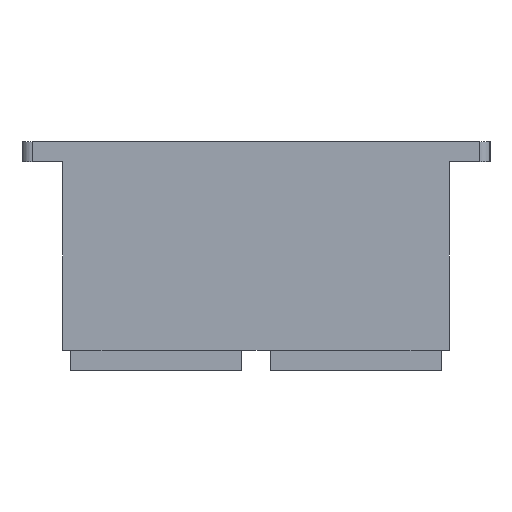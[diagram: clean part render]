
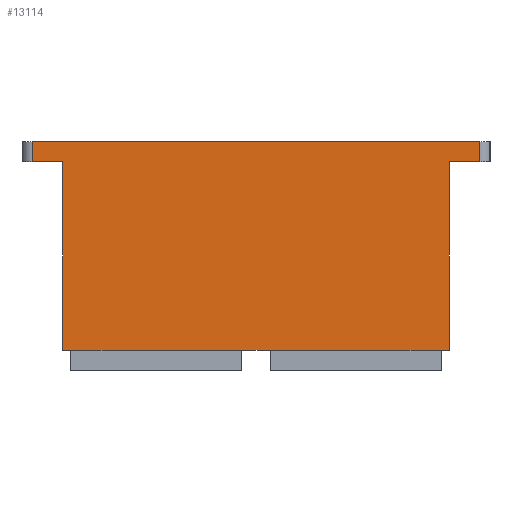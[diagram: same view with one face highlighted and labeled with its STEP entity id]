
A CAD part, left-side view. The second image highlights one B-rep face of the part: STEP entity #13114.
In plain terms, the highlighted planar face has unit normal (-1, 0, 0).
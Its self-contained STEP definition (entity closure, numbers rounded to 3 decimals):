
#640=LINE('',#18520,#1582);
#642=LINE('',#18524,#1584);
#647=LINE('',#18535,#1589);
#679=LINE('',#18639,#1621);
#684=LINE('',#18659,#1626);
#687=LINE('',#18669,#1629);
#688=LINE('',#18672,#1630);
#689=LINE('',#18673,#1631);
#690=LINE('',#18675,#1632);
#691=LINE('',#18677,#1633);
#692=LINE('',#18679,#1634);
#693=LINE('',#18680,#1635);
#1582=VECTOR('',#15075,1000.);
#1584=VECTOR('',#15079,1000.);
#1589=VECTOR('',#15086,1000.);
#1621=VECTOR('',#15188,1000.);
#1626=VECTOR('',#15209,1000.);
#1629=VECTOR('',#15218,1000.);
#1630=VECTOR('',#15219,1000.);
#1631=VECTOR('',#15220,1000.);
#1632=VECTOR('',#15221,1000.);
#1633=VECTOR('',#15222,1000.);
#1634=VECTOR('',#15223,1000.);
#1635=VECTOR('',#15224,1000.);
#2632=ORIENTED_EDGE('',*,*,#5693,.T.);
#2633=ORIENTED_EDGE('',*,*,#5694,.T.);
#2634=ORIENTED_EDGE('',*,*,#5688,.F.);
#2635=ORIENTED_EDGE('',*,*,#5625,.F.);
#2636=ORIENTED_EDGE('',*,*,#5695,.F.);
#2637=ORIENTED_EDGE('',*,*,#5696,.F.);
#2638=ORIENTED_EDGE('',*,*,#5697,.F.);
#2639=ORIENTED_EDGE('',*,*,#5698,.F.);
#2640=ORIENTED_EDGE('',*,*,#5678,.F.);
#2641=ORIENTED_EDGE('',*,*,#5630,.T.);
#2642=ORIENTED_EDGE('',*,*,#5623,.F.);
#2643=ORIENTED_EDGE('',*,*,#5699,.T.);
#5623=EDGE_CURVE('',#7169,#7170,#640,.T.);
#5625=EDGE_CURVE('',#7171,#7172,#642,.T.);
#5630=EDGE_CURVE('',#7176,#7170,#647,.T.);
#5678=EDGE_CURVE('',#7176,#7213,#679,.T.);
#5688=EDGE_CURVE('',#7172,#7220,#684,.T.);
#5693=EDGE_CURVE('',#7224,#7225,#687,.T.);
#5694=EDGE_CURVE('',#7225,#7220,#688,.T.);
#5695=EDGE_CURVE('',#7226,#7171,#689,.T.);
#5696=EDGE_CURVE('',#7227,#7226,#690,.T.);
#5697=EDGE_CURVE('',#7228,#7227,#691,.T.);
#5698=EDGE_CURVE('',#7213,#7228,#692,.T.);
#5699=EDGE_CURVE('',#7169,#7224,#693,.T.);
#7169=VERTEX_POINT('',#18519);
#7170=VERTEX_POINT('',#18521);
#7171=VERTEX_POINT('',#18525);
#7172=VERTEX_POINT('',#18526);
#7176=VERTEX_POINT('',#18536);
#7213=VERTEX_POINT('',#18640);
#7220=VERTEX_POINT('',#18660);
#7224=VERTEX_POINT('',#18670);
#7225=VERTEX_POINT('',#18671);
#7226=VERTEX_POINT('',#18674);
#7227=VERTEX_POINT('',#18676);
#7228=VERTEX_POINT('',#18678);
#8831=EDGE_LOOP('',(#2632,#2633,#2634,#2635,#2636,#2637,#2638,#2639,#2640,
#2641,#2642,#2643));
#9805=FACE_BOUND('',#8831,.T.);
#10753=PLANE('',#13860);
#13114=ADVANCED_FACE('',(#9805),#10753,.T.);
#13860=AXIS2_PLACEMENT_3D('',#18668,#15216,#15217);
#15075=DIRECTION('',(0.,1.,0.));
#15079=DIRECTION('',(0.,0.,1.));
#15086=DIRECTION('',(0.,0.,1.));
#15188=DIRECTION('',(0.,1.,0.));
#15209=DIRECTION('',(0.,1.,0.));
#15216=DIRECTION('',(-1.,0.,0.));
#15217=DIRECTION('',(0.,0.,1.));
#15218=DIRECTION('',(0.,1.,0.));
#15219=DIRECTION('',(0.,0.,-1.));
#15220=DIRECTION('',(0.,1.,0.));
#15221=DIRECTION('',(0.,1.,0.));
#15222=DIRECTION('',(0.,1.,0.));
#15223=DIRECTION('',(0.,1.,0.));
#15224=DIRECTION('',(0.,0.,1.));
#18519=CARTESIAN_POINT('',(-369.272,-131.657,102.5));
#18520=CARTESIAN_POINT('',(-369.272,-116.657,102.5));
#18521=CARTESIAN_POINT('',(-369.272,-116.657,102.5));
#18524=CARTESIAN_POINT('',(-369.272,73.343,10.));
#18525=CARTESIAN_POINT('',(-369.272,73.343,10.));
#18526=CARTESIAN_POINT('',(-369.272,73.343,102.5));
#18535=CARTESIAN_POINT('',(-369.272,-116.657,10.));
#18536=CARTESIAN_POINT('',(-369.272,-116.657,10.));
#18639=CARTESIAN_POINT('',(-369.272,-70.657,10.));
#18640=CARTESIAN_POINT('',(-369.272,-112.657,10.));
#18659=CARTESIAN_POINT('',(-369.272,-116.657,102.5));
#18660=CARTESIAN_POINT('',(-369.272,88.343,102.5));
#18668=CARTESIAN_POINT('',(-369.272,-116.657,102.5));
#18669=CARTESIAN_POINT('',(-369.272,-116.657,112.5));
#18670=CARTESIAN_POINT('',(-369.272,-131.657,112.5));
#18671=CARTESIAN_POINT('',(-369.272,88.343,112.5));
#18672=CARTESIAN_POINT('',(-369.272,88.343,102.5));
#18673=CARTESIAN_POINT('',(-369.272,-70.657,10.));
#18674=CARTESIAN_POINT('',(-369.272,69.343,10.));
#18675=CARTESIAN_POINT('',(-369.272,-70.657,10.));
#18676=CARTESIAN_POINT('',(-369.272,-14.657,10.));
#18677=CARTESIAN_POINT('',(-369.272,-70.657,10.));
#18678=CARTESIAN_POINT('',(-369.272,-28.657,10.));
#18679=CARTESIAN_POINT('',(-369.272,-93.657,10.));
#18680=CARTESIAN_POINT('',(-369.272,-131.657,112.5));
